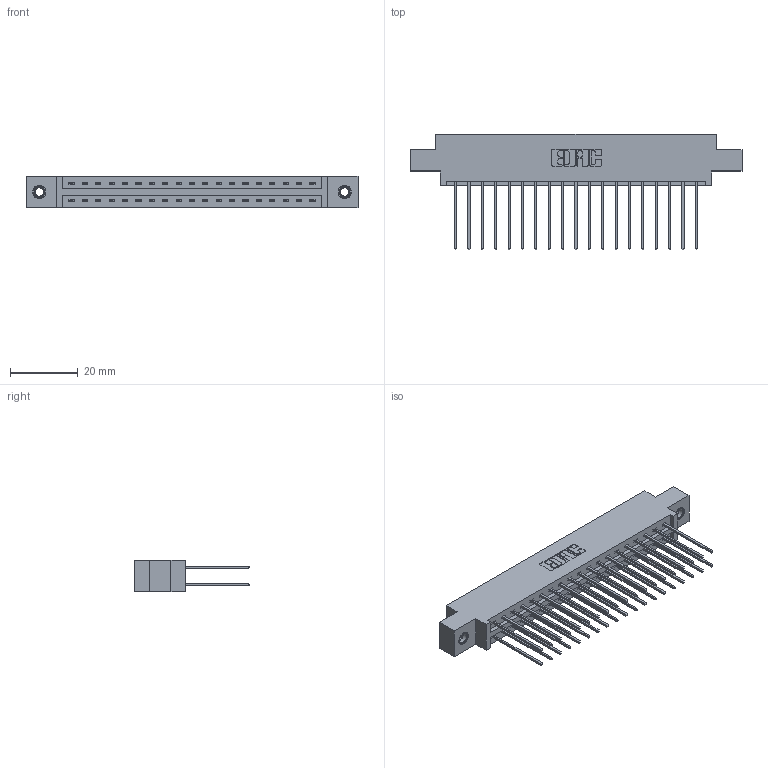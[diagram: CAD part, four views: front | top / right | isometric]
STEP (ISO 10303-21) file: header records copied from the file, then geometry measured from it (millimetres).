
FILE_DESCRIPTION (( 'STEP AP203' ), '1' );
FILE_NAME ('387-038-541-807.STEP', '2019-10-17T21:35:15', ( '' ), ( '' ), 'SwSTEP 2.0', 'SolidWorks 2016', '' );
FILE_SCHEMA (( 'CONFIG_CONTROL_DESIGN' ));
Length unit declared in the file: inch
Products named in the file (4): 345-292-001_345-293-141; 337 Part_0.170 Offset - 0.156 Dia-TI; 387-038-541-807; 345-250-001_345-250-005-103
Assembly tree (41 placements, depth 2):
  387-038-541-807
    337 Part_0.170 Offset - 0.156 Dia-TI
    345-292-001_345-293-141  x38
    345-250-001_345-250-005-103  x2
Bounding box: 98.3 x 34.3 x 9.4 mm (x, y, z)
Volume: 10140.3 mm3; surface area: 12478.3 mm2
Topology: 41 solids, 41 shells, 2230 faces, 6577 edges, 4326 vertices
Faces by surface type: plane 1550, cylinder 664, cone 12, torus 4
Entity records: 19042 total; most frequent: CARTESIAN_POINT 3209, ORIENTED_EDGE 3138, DIRECTION 2803, EDGE_CURVE 1569, LINE 1421, VECTOR 1421, VERTEX_POINT 1040, AXIS2_PLACEMENT_3D 691
